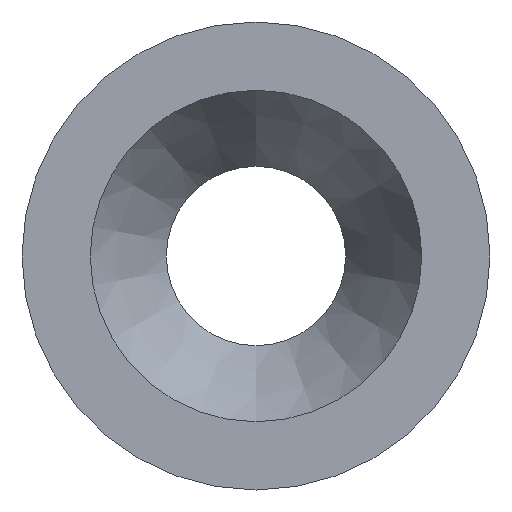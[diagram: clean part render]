
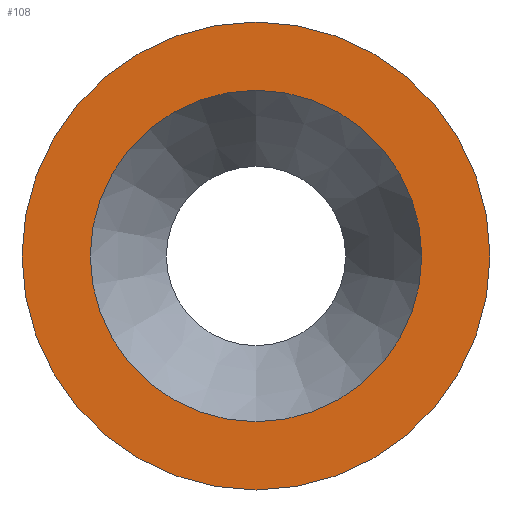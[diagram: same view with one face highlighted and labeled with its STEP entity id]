
A CAD part, front view. The second image highlights one B-rep face of the part: STEP entity #108.
In plain terms, the highlighted planar face has unit normal (0, -1, 0).
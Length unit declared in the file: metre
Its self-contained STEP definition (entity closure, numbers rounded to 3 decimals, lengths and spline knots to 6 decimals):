
#16=PLANE('',#139);
#29=ORIENTED_EDGE('',*,*,#43,.F.);
#30=ORIENTED_EDGE('',*,*,#41,.T.);
#41=EDGE_CURVE('',#50,#50,#59,.T.);
#43=EDGE_CURVE('',#52,#52,#61,.T.);
#50=VERTEX_POINT('',#198);
#52=VERTEX_POINT('',#204);
#59=CIRCLE('',#134,0.006);
#61=CIRCLE('',#138,0.00425);
#74=EDGE_LOOP('',(#29));
#75=EDGE_LOOP('',(#30));
#92=FACE_BOUND('',#74,.T.);
#93=FACE_BOUND('',#75,.T.);
#108=ADVANCED_FACE('',(#92,#93),#16,.T.);
#134=AXIS2_PLACEMENT_3D('',#197,#164,#165);
#138=AXIS2_PLACEMENT_3D('',#203,#172,#173);
#139=AXIS2_PLACEMENT_3D('',#205,#174,#175);
#164=DIRECTION('',(0.,-1.,0.));
#165=DIRECTION('',(0.,0.,-1.));
#172=DIRECTION('',(0.,-1.,0.));
#173=DIRECTION('',(0.,0.,-1.));
#174=DIRECTION('',(0.,-1.,0.));
#175=DIRECTION('',(1.,0.,0.));
#197=CARTESIAN_POINT('',(0.,-0.0953,0.011));
#198=CARTESIAN_POINT('',(0.,-0.0953,0.005));
#203=CARTESIAN_POINT('',(0.,-0.0953,0.011));
#204=CARTESIAN_POINT('',(0.,-0.0953,0.00675));
#205=CARTESIAN_POINT('',(0.002868,-0.0953,0.011));
